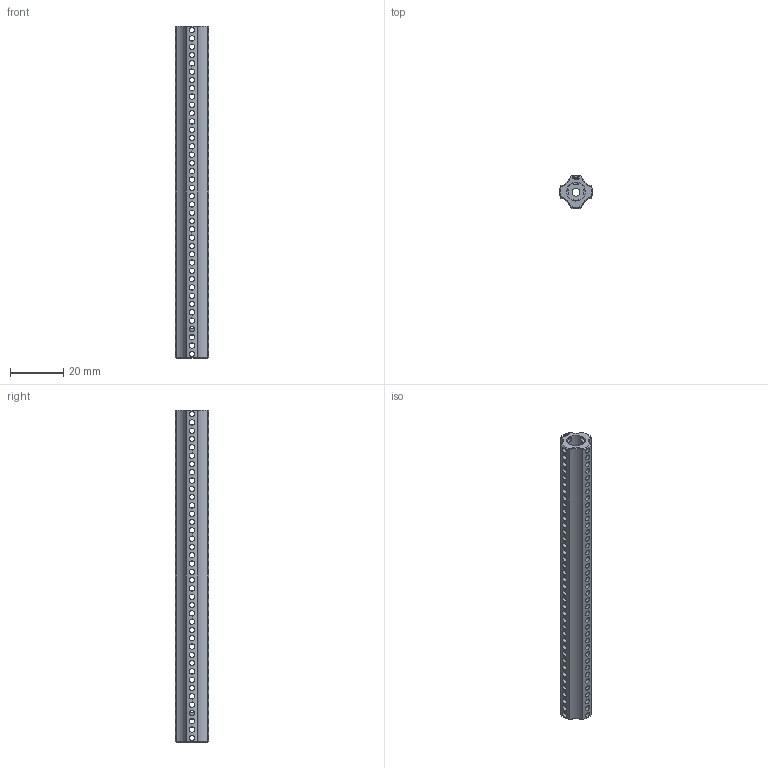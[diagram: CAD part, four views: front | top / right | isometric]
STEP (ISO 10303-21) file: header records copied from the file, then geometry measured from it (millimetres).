
FILE_DESCRIPTION(('FreeCAD Model'),'2;1');
FILE_NAME('Open CASCADE Shape Model','2024-02-18T15:04:06',(''),(''), 'Open CASCADE STEP processor 7.6','FreeCAD','Unknown');
FILE_SCHEMA(('AUTOMOTIVE_DESIGN { 1 0 10303 214 1 1 1 1 }'));
Length unit declared in the file: millimetre
Products named in the file (1): Power-Transmission Hub PLN IDX FRE TTMotor BU10.00 - SPN-PTH-0275 
(stemfie.org)
Bounding box: 12.5 x 12.5 x 125 mm (x, y, z)
Volume: 7056 mm3; surface area: 9669.7 mm2
Topology: 1 solids, 1 shells, 649 faces, 2054 edges, 1390 vertices
Faces by surface type: plane 319, cylinder 180, extrusion 128, cone 22
Full cylindrical faces by diameter (mm): 2 x160, 3 x1, 7.1 x1
Entity records: 99070 total; most frequent: CARTESIAN_POINT 61638, DIRECTION 5356, ORIENTED_EDGE 4108, PCURVE 4108, DEFINITIONAL_REPRESENTATION 4108, VECTOR 4088, LINE 3960, B_SPLINE_CURVE_WITH_KNOTS 2192
